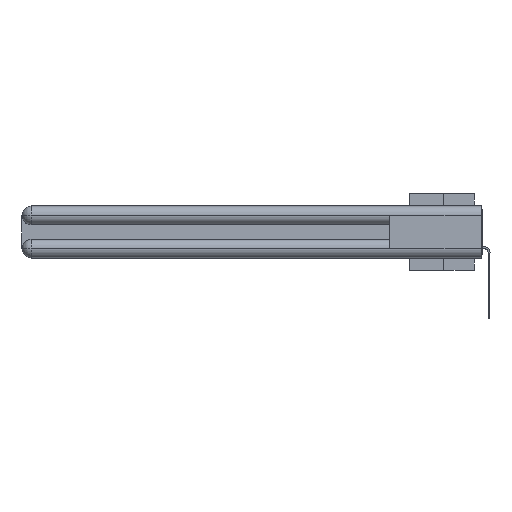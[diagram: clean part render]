
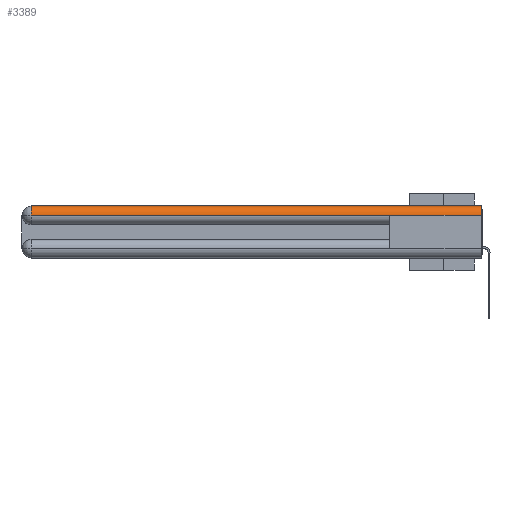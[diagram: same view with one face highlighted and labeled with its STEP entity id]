
A CAD part, left-side view. The second image highlights one B-rep face of the part: STEP entity #3389.
In plain terms, the highlighted cylindrical face has radius 1.562 mm (diameter 3.124 mm), a partial arc.
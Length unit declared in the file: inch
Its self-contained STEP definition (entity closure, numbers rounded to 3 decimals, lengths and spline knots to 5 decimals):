
#711 = CARTESIAN_POINT ( 'NONE',  ( 0., 2.94, -0.0615 ) ) ;
#1622 = CARTESIAN_POINT ( 'NONE',  ( 0.0615, 0., -0.0615 ) ) ;
#2929 = EDGE_CURVE ( 'NONE', #21012, #17953, #23582, .T. ) ;
#3389 = ADVANCED_FACE ( 'NONE', ( #31292 ), #23064, .T. ) ;
#4029 = ORIENTED_EDGE ( 'NONE', *, *, #36492, .T. ) ;
#4291 = CIRCLE ( 'NONE', #18178, 0.0615 ) ;
#4305 = LINE ( 'NONE', #30821, #33426 ) ;
#7854 = VERTEX_POINT ( 'NONE', #711 ) ;
#8464 = DIRECTION ( 'NONE',  ( 0., -1., 0. ) ) ;
#10657 = VECTOR ( 'NONE', #16171, 39.37008 ) ;
#10774 = EDGE_CURVE ( 'NONE', #35778, #36227, #12572, .T. ) ;
#12572 = LINE ( 'NONE', #22835, #10657 ) ;
#13442 = CARTESIAN_POINT ( 'NONE',  ( 0.0615, 0., 0. ) ) ;
#13475 = ORIENTED_EDGE ( 'NONE', *, *, #2929, .F. ) ;
#14467 = EDGE_LOOP ( 'NONE', ( #13475, #4029, #22814, #19638, #24233 ) ) ;
#15880 = DIRECTION ( 'NONE',  ( 0., -1., 0. ) ) ;
#16171 = DIRECTION ( 'NONE',  ( 0., 1., 0. ) ) ;
#16228 = DIRECTION ( 'NONE',  ( 0., 0., 1. ) ) ;
#16908 = AXIS2_PLACEMENT_3D ( 'NONE', #28855, #31939, #16228 ) ;
#17814 = EDGE_CURVE ( 'NONE', #7854, #36227, #4305, .T. ) ;
#17953 = VERTEX_POINT ( 'NONE', #13442 ) ;
#18178 = AXIS2_PLACEMENT_3D ( 'NONE', #34280, #39104, #19147 ) ;
#19147 = DIRECTION ( 'NONE',  ( 0., 0., 1. ) ) ;
#19638 = ORIENTED_EDGE ( 'NONE', *, *, #10774, .F. ) ;
#20225 = DIRECTION ( 'NONE',  ( 0., -1., 0. ) ) ;
#21012 = VERTEX_POINT ( 'NONE', #37892 ) ;
#22814 = ORIENTED_EDGE ( 'NONE', *, *, #17814, .T. ) ;
#22835 = CARTESIAN_POINT ( 'NONE',  ( 0., 3., -0.0615 ) ) ;
#23064 = CYLINDRICAL_SURFACE ( 'NONE', #16908, 0.0615 ) ;
#23105 = VECTOR ( 'NONE', #8464, 39.37008 ) ;
#23582 = LINE ( 'NONE', #29999, #23105 ) ;
#24233 = ORIENTED_EDGE ( 'NONE', *, *, #31533, .F. ) ;
#26082 = CARTESIAN_POINT ( 'NONE',  ( 0., 0.6, -0.0615 ) ) ;
#27024 = DIRECTION ( 'NONE',  ( 1., 0., 0. ) ) ;
#28855 = CARTESIAN_POINT ( 'NONE',  ( 0.0615, 0., -0.0615 ) ) ;
#29999 = CARTESIAN_POINT ( 'NONE',  ( 0.0615, 0., 0. ) ) ;
#30821 = CARTESIAN_POINT ( 'NONE',  ( 0., 3., -0.0615 ) ) ;
#31292 = FACE_OUTER_BOUND ( 'NONE', #14467, .T. ) ;
#31533 = EDGE_CURVE ( 'NONE', #17953, #35778, #37189, .T. ) ;
#31939 = DIRECTION ( 'NONE',  ( 0., 1., 0. ) ) ;
#33426 = VECTOR ( 'NONE', #15880, 39.37008 ) ;
#34280 = CARTESIAN_POINT ( 'NONE',  ( 0.0615, 2.94, -0.0615 ) ) ;
#35778 = VERTEX_POINT ( 'NONE', #38972 ) ;
#36227 = VERTEX_POINT ( 'NONE', #26082 ) ;
#36492 = EDGE_CURVE ( 'NONE', #21012, #7854, #4291, .T. ) ;
#36996 = AXIS2_PLACEMENT_3D ( 'NONE', #1622, #20225, #27024 ) ;
#37189 = CIRCLE ( 'NONE', #36996, 0.0615 ) ;
#37892 = CARTESIAN_POINT ( 'NONE',  ( 0.0615, 2.94, 0. ) ) ;
#38972 = CARTESIAN_POINT ( 'NONE',  ( 0., 0., -0.0615 ) ) ;
#39104 = DIRECTION ( 'NONE',  ( 0., -1., 0. ) ) ;
